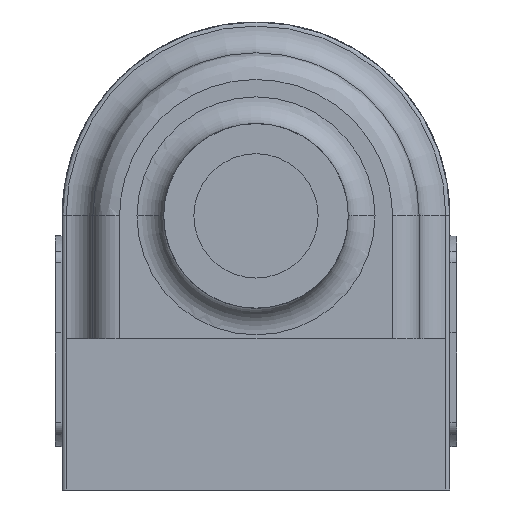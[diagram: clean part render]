
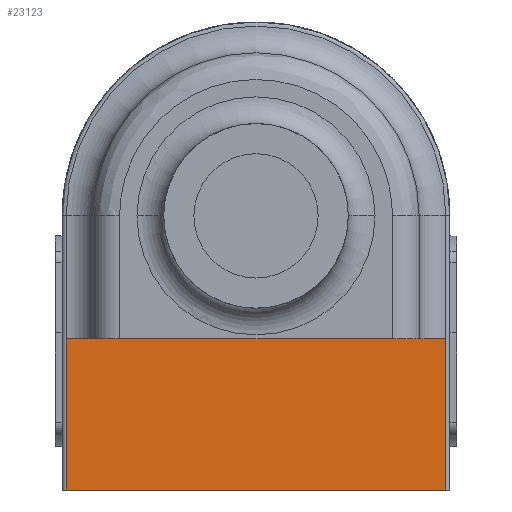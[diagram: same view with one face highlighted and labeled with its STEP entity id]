
A CAD part, left-side view. The second image highlights one B-rep face of the part: STEP entity #23123.
In plain terms, the highlighted planar face has unit normal (-1, 0, 0).
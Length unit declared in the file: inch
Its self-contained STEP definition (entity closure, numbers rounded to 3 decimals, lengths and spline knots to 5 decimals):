
#446 = CARTESIAN_POINT ( 'NONE',  ( -2.12205, 0.55906, 0.4252 ) ) ;
#540 = CARTESIAN_POINT ( 'NONE',  ( -2.12205, -0.55906, -0.01969 ) ) ;
#850 = EDGE_LOOP ( 'NONE', ( #28425, #29564, #15677, #28538 ) ) ;
#3513 = VERTEX_POINT ( 'NONE', #16053 ) ;
#5203 = EDGE_CURVE ( 'NONE', #11244, #19128, #19224, .T. ) ;
#7166 = DIRECTION ( 'NONE',  ( 0., 0., 1. ) ) ;
#7793 = CARTESIAN_POINT ( 'NONE',  ( -2.12205, 0.55906, -0.01969 ) ) ;
#8972 = VECTOR ( 'NONE', #26440, 39.37008 ) ;
#9437 = EDGE_CURVE ( 'NONE', #19128, #25405, #18659, .T. ) ;
#9710 = PLANE ( 'NONE',  #18011 ) ;
#10019 = DIRECTION ( 'NONE',  ( 0., 0., 1. ) ) ;
#10341 = CARTESIAN_POINT ( 'NONE',  ( -2.12205, -0.55906, 0. ) ) ;
#11244 = VERTEX_POINT ( 'NONE', #446 ) ;
#11367 = CARTESIAN_POINT ( 'NONE',  ( -2.12205, 0.55906, 0. ) ) ;
#11588 = DIRECTION ( 'NONE',  ( 0., -1., 0. ) ) ;
#12142 = VECTOR ( 'NONE', #11588, 39.37008 ) ;
#14047 = LINE ( 'NONE', #26726, #26823 ) ;
#14841 = CARTESIAN_POINT ( 'NONE',  ( -2.12205, -0.57087, 0. ) ) ;
#15677 = ORIENTED_EDGE ( 'NONE', *, *, #19099, .T. ) ;
#16053 = CARTESIAN_POINT ( 'NONE',  ( -2.12205, -0.55906, 0.4252 ) ) ;
#16561 = VECTOR ( 'NONE', #10019, 39.37008 ) ;
#17098 = DIRECTION ( 'NONE',  ( 0., 1., 0. ) ) ;
#18011 = AXIS2_PLACEMENT_3D ( 'NONE', #14841, #24466, #7166 ) ;
#18659 = LINE ( 'NONE', #29074, #12142 ) ;
#19099 = EDGE_CURVE ( 'NONE', #25405, #3513, #24785, .T. ) ;
#19128 = VERTEX_POINT ( 'NONE', #7793 ) ;
#19224 = LINE ( 'NONE', #11367, #8972 ) ;
#19345 = FACE_OUTER_BOUND ( 'NONE', #850, .T. ) ;
#20224 = EDGE_CURVE ( 'NONE', #3513, #11244, #14047, .T. ) ;
#23123 = ADVANCED_FACE ( 'NONE', ( #19345 ), #9710, .T. ) ;
#24466 = DIRECTION ( 'NONE',  ( -1., 0., 0. ) ) ;
#24785 = LINE ( 'NONE', #10341, #16561 ) ;
#25405 = VERTEX_POINT ( 'NONE', #540 ) ;
#26440 = DIRECTION ( 'NONE',  ( 0., 0., -1. ) ) ;
#26726 = CARTESIAN_POINT ( 'NONE',  ( -2.12205, -0.57087, 0.4252 ) ) ;
#26823 = VECTOR ( 'NONE', #17098, 39.37008 ) ;
#28425 = ORIENTED_EDGE ( 'NONE', *, *, #5203, .T. ) ;
#28538 = ORIENTED_EDGE ( 'NONE', *, *, #20224, .T. ) ;
#29074 = CARTESIAN_POINT ( 'NONE',  ( -2.12205, 0., -0.01969 ) ) ;
#29564 = ORIENTED_EDGE ( 'NONE', *, *, #9437, .T. ) ;
